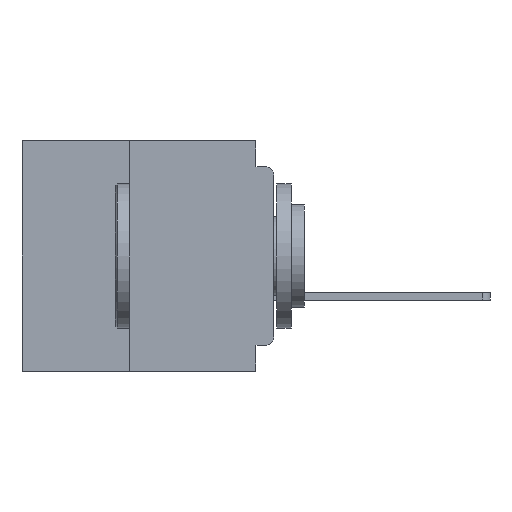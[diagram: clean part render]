
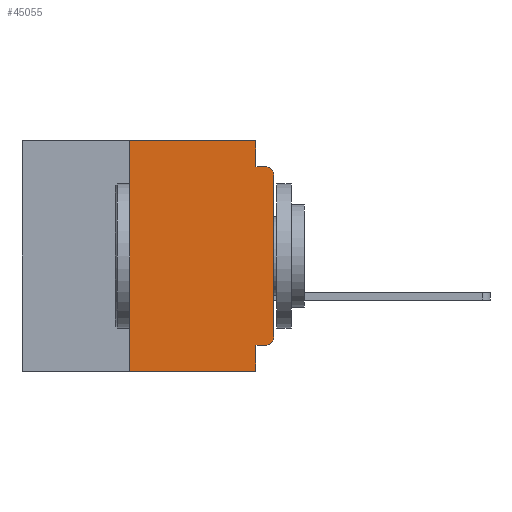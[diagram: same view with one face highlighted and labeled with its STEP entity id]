
A CAD part, left-side view. The second image highlights one B-rep face of the part: STEP entity #45055.
In plain terms, the highlighted planar face has unit normal (-1, 0, 0).
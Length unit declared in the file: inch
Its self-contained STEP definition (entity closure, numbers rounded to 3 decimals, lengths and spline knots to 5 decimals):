
#9 = LINE ( 'NONE', #50875, #10083 ) ;
#64 = EDGE_CURVE ( 'NONE', #49422, #52099, #7888, .T. ) ;
#155 = VERTEX_POINT ( 'NONE', #3991 ) ;
#174 = CARTESIAN_POINT ( 'NONE',  ( 0., 0.031, 0. ) ) ;
#1410 = ORIENTED_EDGE ( 'NONE', *, *, #54615, .F. ) ;
#2558 = CARTESIAN_POINT ( 'NONE',  ( 0., 0., -0.045 ) ) ;
#3138 = EDGE_LOOP ( 'NONE', ( #41561, #49992, #11853, #34908, #20820, #25101, #23397, #1410, #54988, #13596 ) ) ;
#3802 = EDGE_CURVE ( 'NONE', #5142, #43489, #19912, .T. ) ;
#3991 = CARTESIAN_POINT ( 'NONE',  ( 0., 0.015, -0.045 ) ) ;
#5142 = VERTEX_POINT ( 'NONE', #7349 ) ;
#5319 = CARTESIAN_POINT ( 'NONE',  ( 0., 0.437, 0. ) ) ;
#5358 = CARTESIAN_POINT ( 'NONE',  ( 0., 0., -0.06 ) ) ;
#5385 = CARTESIAN_POINT ( 'NONE',  ( 0., 0.031, -0.355 ) ) ;
#5809 = FACE_OUTER_BOUND ( 'NONE', #3138, .T. ) ;
#6871 = VERTEX_POINT ( 'NONE', #5358 ) ;
#7349 = CARTESIAN_POINT ( 'NONE',  ( 0., 0.015, -0.355 ) ) ;
#7721 = VERTEX_POINT ( 'NONE', #15230 ) ;
#7888 = LINE ( 'NONE', #21076, #52336 ) ;
#7921 = PLANE ( 'NONE',  #51257 ) ;
#8153 = EDGE_CURVE ( 'NONE', #5142, #18886, #27586, .T. ) ;
#9622 = DIRECTION ( 'NONE',  ( 0., -1., 0. ) ) ;
#10083 = VECTOR ( 'NONE', #29478, 39.37008 ) ;
#11170 = DIRECTION ( 'NONE',  ( 0., -1., 0. ) ) ;
#11249 = CARTESIAN_POINT ( 'NONE',  ( 0., 0.25, -0.4 ) ) ;
#11853 = ORIENTED_EDGE ( 'NONE', *, *, #40427, .F. ) ;
#12864 = EDGE_CURVE ( 'NONE', #49422, #54135, #30764, .T. ) ;
#13596 = ORIENTED_EDGE ( 'NONE', *, *, #3802, .T. ) ;
#14000 = DIRECTION ( 'NONE',  ( -1., 0., 0. ) ) ;
#15230 = CARTESIAN_POINT ( 'NONE',  ( 0., 0.031, -0.045 ) ) ;
#15893 = DIRECTION ( 'NONE',  ( 0., 1., 0. ) ) ;
#16420 = DIRECTION ( 'NONE',  ( 0., 0., -1. ) ) ;
#18886 = VERTEX_POINT ( 'NONE', #5385 ) ;
#19830 = CIRCLE ( 'NONE', #36436, 0.015 ) ;
#19912 = CIRCLE ( 'NONE', #44913, 0.015 ) ;
#20820 = ORIENTED_EDGE ( 'NONE', *, *, #53188, .F. ) ;
#20942 = CARTESIAN_POINT ( 'NONE',  ( 0., 0.437, 0. ) ) ;
#21076 = CARTESIAN_POINT ( 'NONE',  ( 0., 0.437, -0.4 ) ) ;
#23127 = LINE ( 'NONE', #55200, #33185 ) ;
#23397 = ORIENTED_EDGE ( 'NONE', *, *, #64, .T. ) ;
#25101 = ORIENTED_EDGE ( 'NONE', *, *, #12864, .F. ) ;
#25284 = DIRECTION ( 'NONE',  ( 0., 0., -1. ) ) ;
#25989 = DIRECTION ( 'NONE',  ( 0., 0., -1. ) ) ;
#26047 = DIRECTION ( 'NONE',  ( -1., 0., 0. ) ) ;
#26235 = CARTESIAN_POINT ( 'NONE',  ( 0., 0.015, -0.34 ) ) ;
#26531 = EDGE_CURVE ( 'NONE', #6871, #155, #19830, .T. ) ;
#27366 = DIRECTION ( 'NONE',  ( 0., 0., -1. ) ) ;
#27586 = LINE ( 'NONE', #32888, #49084 ) ;
#29266 = VECTOR ( 'NONE', #9622, 39.37008 ) ;
#29478 = DIRECTION ( 'NONE',  ( 0., 0., 1. ) ) ;
#30764 = LINE ( 'NONE', #11249, #52246 ) ;
#30794 = CARTESIAN_POINT ( 'NONE',  ( 0., 0., -0.34 ) ) ;
#31135 = LINE ( 'NONE', #40147, #41178 ) ;
#32053 = VERTEX_POINT ( 'NONE', #174 ) ;
#32888 = CARTESIAN_POINT ( 'NONE',  ( 0., 0., -0.355 ) ) ;
#33185 = VECTOR ( 'NONE', #16420, 39.37008 ) ;
#34908 = ORIENTED_EDGE ( 'NONE', *, *, #54936, .F. ) ;
#35561 = CARTESIAN_POINT ( 'NONE',  ( 0., 0.031, -0.4 ) ) ;
#35636 = DIRECTION ( 'NONE',  ( 0., -1., 0. ) ) ;
#36436 = AXIS2_PLACEMENT_3D ( 'NONE', #39830, #14000, #44141 ) ;
#38048 = CARTESIAN_POINT ( 'NONE',  ( 0., 0.25, -0.4 ) ) ;
#39830 = CARTESIAN_POINT ( 'NONE',  ( 0., 0.015, -0.06 ) ) ;
#40147 = CARTESIAN_POINT ( 'NONE',  ( 0., 0.031, 0. ) ) ;
#40427 = EDGE_CURVE ( 'NONE', #7721, #155, #53880, .T. ) ;
#40583 = EDGE_CURVE ( 'NONE', #43489, #6871, #9, .T. ) ;
#40688 = LINE ( 'NONE', #5319, #29266 ) ;
#41178 = VECTOR ( 'NONE', #27366, 39.37008 ) ;
#41390 = DIRECTION ( 'NONE',  ( 0., 0., 1. ) ) ;
#41561 = ORIENTED_EDGE ( 'NONE', *, *, #40583, .T. ) ;
#43206 = CARTESIAN_POINT ( 'NONE',  ( 0., 0.25, 0. ) ) ;
#43489 = VERTEX_POINT ( 'NONE', #30794 ) ;
#44141 = DIRECTION ( 'NONE',  ( 0., 0., -1. ) ) ;
#44913 = AXIS2_PLACEMENT_3D ( 'NONE', #26235, #26047, #25989 ) ;
#45055 = ADVANCED_FACE ( 'NONE', ( #5809 ), #7921, .F. ) ;
#49084 = VECTOR ( 'NONE', #15893, 39.37008 ) ;
#49422 = VERTEX_POINT ( 'NONE', #38048 ) ;
#49992 = ORIENTED_EDGE ( 'NONE', *, *, #26531, .T. ) ;
#50875 = CARTESIAN_POINT ( 'NONE',  ( 0., 0., 0. ) ) ;
#51014 = DIRECTION ( 'NONE',  ( 1., 0., 0. ) ) ;
#51257 = AXIS2_PLACEMENT_3D ( 'NONE', #20942, #51014, #25284 ) ;
#52099 = VERTEX_POINT ( 'NONE', #35561 ) ;
#52246 = VECTOR ( 'NONE', #41390, 39.37008 ) ;
#52336 = VECTOR ( 'NONE', #35636, 39.37008 ) ;
#52524 = VECTOR ( 'NONE', #11170, 39.37008 ) ;
#53188 = EDGE_CURVE ( 'NONE', #54135, #32053, #40688, .T. ) ;
#53880 = LINE ( 'NONE', #2558, #52524 ) ;
#54135 = VERTEX_POINT ( 'NONE', #43206 ) ;
#54615 = EDGE_CURVE ( 'NONE', #18886, #52099, #23127, .T. ) ;
#54936 = EDGE_CURVE ( 'NONE', #32053, #7721, #31135, .T. ) ;
#54988 = ORIENTED_EDGE ( 'NONE', *, *, #8153, .F. ) ;
#55200 = CARTESIAN_POINT ( 'NONE',  ( 0., 0.031, -0.4 ) ) ;
